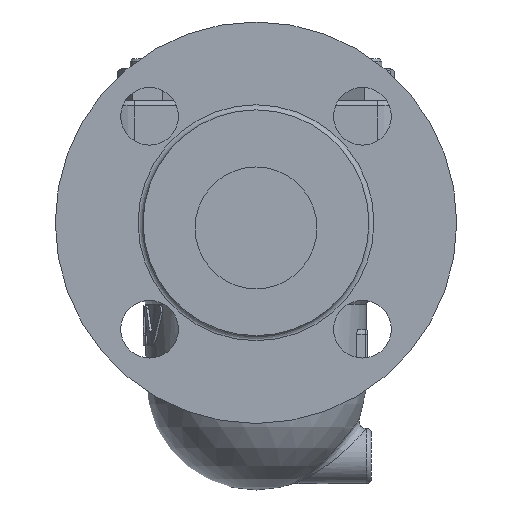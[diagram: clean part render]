
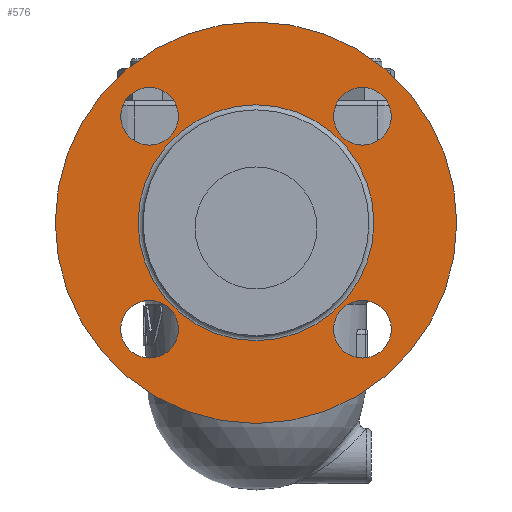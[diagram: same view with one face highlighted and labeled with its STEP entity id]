
A CAD part, left-side view. The second image highlights one B-rep face of the part: STEP entity #576.
In plain terms, the highlighted free-form (B-spline) face has degree [1, 1] with [2, 2] control points.
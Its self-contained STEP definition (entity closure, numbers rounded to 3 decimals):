
#490=CARTESIAN_POINT('',(-133.,0.0,46.));
#491=VERTEX_POINT('',#490);
#492=CARTESIAN_POINT('',(-133.,0.0,-1.));
#493=DIRECTION('',(-1.0,0.0,0.0));
#494=DIRECTION('',(0.0,0.0,-1.0));
#495=AXIS2_PLACEMENT_3D('',#492,#493,#494);
#496=CIRCLE('',#495,47.0);
#497=EDGE_CURVE('',#491,#491,#496,.T.);
#513=CARTESIAN_POINT('',(-133.,80.0,79.));
#514=CARTESIAN_POINT('',(-133.,80.0,-81.));
#515=CARTESIAN_POINT('',(-133.,-80.0,79.));
#516=CARTESIAN_POINT('',(-133.,-80.0,-81.));
#517=B_SPLINE_SURFACE_WITH_KNOTS('',1,1,((#513,#515),(#514,#516)),.UNSPECIFIED.,.F.,.F.,.U.,(2,2),(2,2),(0.0,160.0),(0.0,160.0),.UNSPECIFIED.);
#518=CARTESIAN_POINT('',(-133.,0.0,79.));
#519=VERTEX_POINT('',#518);
#520=CARTESIAN_POINT('',(-133.,0.0,-1.));
#521=DIRECTION('',(-1.0,0.0,0.0));
#522=DIRECTION('',(0.0,0.0,1.0));
#523=AXIS2_PLACEMENT_3D('',#520,#521,#522);
#524=CIRCLE('',#523,80.0);
#525=EDGE_CURVE('',#519,#519,#524,.T.);
#526=ORIENTED_EDGE('',*,*,#525,.T.);
#527=EDGE_LOOP('',(#526));
#528=FACE_OUTER_BOUND('',#527,.T.);
#529=CARTESIAN_POINT('',(-133.,42.426,29.926));
#530=VERTEX_POINT('',#529);
#531=CARTESIAN_POINT('',(-133.,42.426,41.426));
#532=DIRECTION('',(1.0,0.0,0.0));
#533=DIRECTION('',(0.0,0.0,-1.0));
#534=AXIS2_PLACEMENT_3D('',#531,#532,#533);
#535=CIRCLE('',#534,11.5);
#536=EDGE_CURVE('',#530,#530,#535,.T.);
#537=ORIENTED_EDGE('',*,*,#536,.T.);
#538=EDGE_LOOP('',(#537));
#539=FACE_BOUND('',#538,.T.);
#540=CARTESIAN_POINT('',(-133.,30.926,-43.426));
#541=VERTEX_POINT('',#540);
#542=CARTESIAN_POINT('',(-133.,42.426,-43.426));
#543=DIRECTION('',(1.0,0.0,0.0));
#544=DIRECTION('',(0.0,-1.0,0.0));
#545=AXIS2_PLACEMENT_3D('',#542,#543,#544);
#546=CIRCLE('',#545,11.5);
#547=EDGE_CURVE('',#541,#541,#546,.T.);
#548=ORIENTED_EDGE('',*,*,#547,.T.);
#549=EDGE_LOOP('',(#548));
#550=FACE_BOUND('',#549,.T.);
#551=CARTESIAN_POINT('',(-133.,-42.426,-31.926));
#552=VERTEX_POINT('',#551);
#553=CARTESIAN_POINT('',(-133.,-42.426,-43.426));
#554=DIRECTION('',(1.0,0.0,0.0));
#555=DIRECTION('',(0.0,0.0,1.0));
#556=AXIS2_PLACEMENT_3D('',#553,#554,#555);
#557=CIRCLE('',#556,11.5);
#558=EDGE_CURVE('',#552,#552,#557,.T.);
#559=ORIENTED_EDGE('',*,*,#558,.T.);
#560=EDGE_LOOP('',(#559));
#561=FACE_BOUND('',#560,.T.);
#562=CARTESIAN_POINT('',(-133.,-30.926,41.426));
#563=VERTEX_POINT('',#562);
#564=CARTESIAN_POINT('',(-133.,-42.426,41.426));
#565=DIRECTION('',(1.0,0.0,0.0));
#566=DIRECTION('',(0.0,1.0,0.0));
#567=AXIS2_PLACEMENT_3D('',#564,#565,#566);
#568=CIRCLE('',#567,11.5);
#569=EDGE_CURVE('',#563,#563,#568,.T.);
#570=ORIENTED_EDGE('',*,*,#569,.T.);
#571=EDGE_LOOP('',(#570));
#572=FACE_BOUND('',#571,.T.);
#573=ORIENTED_EDGE('',*,*,#497,.F.);
#574=EDGE_LOOP('',(#573));
#575=FACE_BOUND('',#574,.T.);
#576=ADVANCED_FACE('',(#528,#539,#550,#561,#572,#575),#517,.T.);
